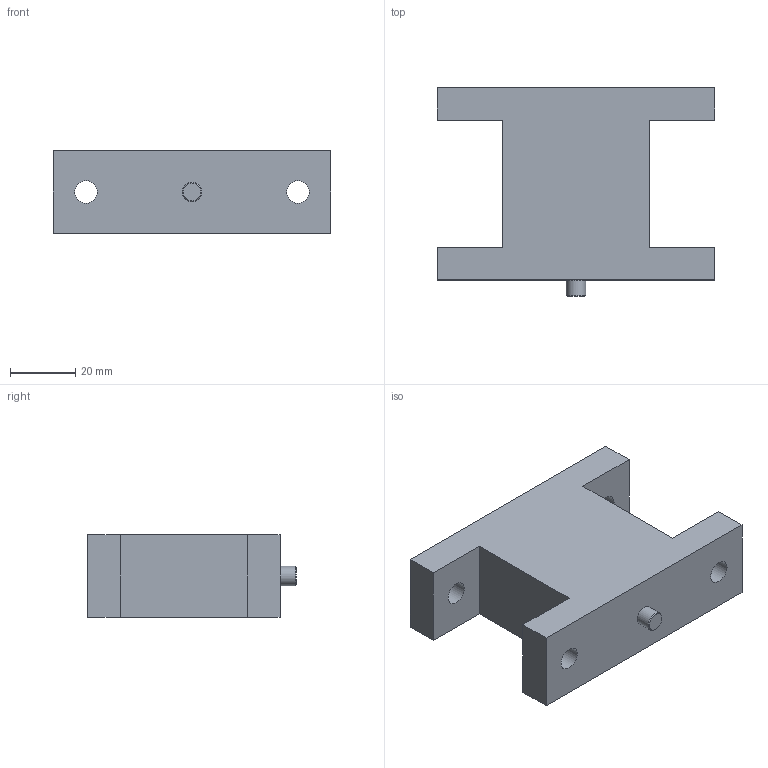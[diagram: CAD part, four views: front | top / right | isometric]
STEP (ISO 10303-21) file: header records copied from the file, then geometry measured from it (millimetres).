
FILE_DESCRIPTION(/* description */ (''),/* implementation_level */ '2;1');
FILE_NAME(/* name */ '0503_upright,xy stage assembly.stp',/* time_stamp */ '2020-05-25T21:06:15-07:00',/* author */ (''),/* organization */ (''),/* preprocessor_version */ 'ST-DEVELOPER v14',/* originating_system */ 'SIEMENS PLM Software NX 8.0',/* authorisation */ '');
FILE_SCHEMA (('AUTOMOTIVE_DESIGN { 1 0 10303 214 3 1 1 1 }'));
Length unit declared in the file: millimetre
Products named in the file (2): 0530_ PIN DOWEL M6X12; 0503_upright,xy stage assembly
Assembly tree (1 placements, depth 2):
  0503_upright,xy stage assembly
    0530_ PIN DOWEL M6X12
Bounding box: 85 x 64 x 25.4 mm (x, y, z)
Volume: 86329.6 mm3; surface area: 17256.8 mm2
Topology: 2 solids, 2 shells, 25 faces, 62 edges, 42 vertices
Faces by surface type: plane 17, cylinder 6, cone 2
Full cylindrical faces by diameter (mm): 6 x2, 7 x4
Entity records: 736 total; most frequent: DIRECTION 118, CARTESIAN_POINT 115, ORIENTED_EDGE 100, EDGE_CURVE 50, EDGE_LOOP 42, AXIS2_PLACEMENT_3D 41, VERTEX_POINT 38, LINE 36
